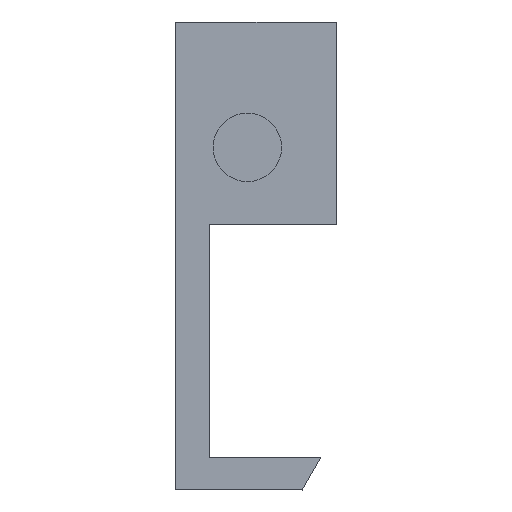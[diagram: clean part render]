
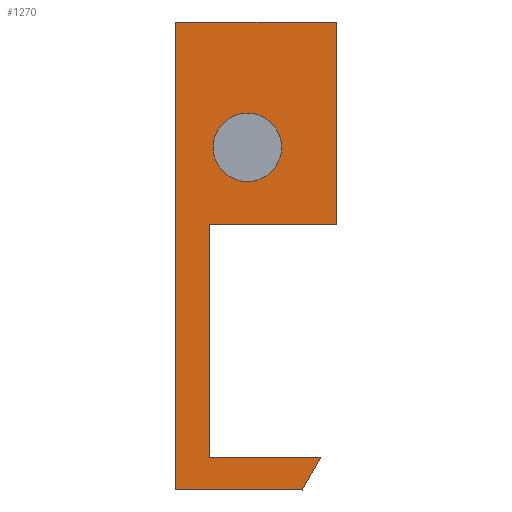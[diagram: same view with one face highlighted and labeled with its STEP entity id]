
A CAD part, front view. The second image highlights one B-rep face of the part: STEP entity #1270.
In plain terms, the highlighted planar face has unit normal (0, -1, 0).
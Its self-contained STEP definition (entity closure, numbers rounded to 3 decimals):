
#42=FACE_BOUND('',#179,.T.);
#68=CIRCLE('',#1376,1.5);
#104=FACE_OUTER_BOUND('',#178,.T.);
#178=EDGE_LOOP('',(#1026,#1027,#1028,#1029,#1030,#1031,#1032,#1033,#1034));
#179=EDGE_LOOP('',(#1035));
#261=LINE('',#1864,#412);
#271=LINE('',#1899,#422);
#288=LINE('',#1932,#439);
#316=LINE('',#2012,#467);
#317=LINE('',#2016,#468);
#319=LINE('',#2019,#470);
#320=LINE('',#2022,#471);
#321=LINE('',#2024,#472);
#322=LINE('',#2025,#473);
#412=VECTOR('',#1492,10.);
#422=VECTOR('',#1522,10.);
#439=VECTOR('',#1543,10.);
#467=VECTOR('',#1625,10.);
#468=VECTOR('',#1630,10.);
#470=VECTOR('',#1634,10.);
#471=VECTOR('',#1637,10.);
#472=VECTOR('',#1638,10.);
#473=VECTOR('',#1639,10.);
#558=VERTEX_POINT('',#1861);
#559=VERTEX_POINT('',#1863);
#574=VERTEX_POINT('',#1898);
#587=VERTEX_POINT('',#1929);
#588=VERTEX_POINT('',#1931);
#613=VERTEX_POINT('',#2010);
#614=VERTEX_POINT('',#2015);
#615=VERTEX_POINT('',#2021);
#616=VERTEX_POINT('',#2023);
#617=VERTEX_POINT('',#2026);
#688=EDGE_CURVE('',#558,#559,#261,.T.);
#707=EDGE_CURVE('',#559,#574,#271,.T.);
#724=EDGE_CURVE('',#587,#588,#288,.T.);
#766=EDGE_CURVE('',#613,#558,#316,.T.);
#767=EDGE_CURVE('',#614,#574,#317,.T.);
#769=EDGE_CURVE('',#587,#614,#319,.T.);
#770=EDGE_CURVE('',#615,#613,#320,.T.);
#771=EDGE_CURVE('',#616,#615,#321,.T.);
#772=EDGE_CURVE('',#588,#616,#322,.T.);
#773=EDGE_CURVE('',#617,#617,#68,.T.);
#1026=ORIENTED_EDGE('',*,*,#769,.T.);
#1027=ORIENTED_EDGE('',*,*,#767,.T.);
#1028=ORIENTED_EDGE('',*,*,#707,.F.);
#1029=ORIENTED_EDGE('',*,*,#688,.F.);
#1030=ORIENTED_EDGE('',*,*,#766,.F.);
#1031=ORIENTED_EDGE('',*,*,#770,.F.);
#1032=ORIENTED_EDGE('',*,*,#771,.F.);
#1033=ORIENTED_EDGE('',*,*,#772,.F.);
#1034=ORIENTED_EDGE('',*,*,#724,.F.);
#1035=ORIENTED_EDGE('',*,*,#773,.T.);
#1215=PLANE('',#1375);
#1270=ADVANCED_FACE('',(#104,#42),#1215,.F.);
#1375=AXIS2_PLACEMENT_3D('',#2020,#1635,#1636);
#1376=AXIS2_PLACEMENT_3D('',#2027,#1640,#1641);
#1492=DIRECTION('',(0.,0.,1.));
#1522=DIRECTION('',(1.,0.,0.));
#1543=DIRECTION('',(0.,0.,-1.));
#1625=DIRECTION('',(-1.,0.,0.));
#1630=DIRECTION('',(0.,0.,1.));
#1634=DIRECTION('',(1.,0.,0.));
#1635=DIRECTION('center_axis',(0.,1.,0.));
#1636=DIRECTION('ref_axis',(0.,0.,1.));
#1637=DIRECTION('',(0.,0.,1.));
#1638=DIRECTION('',(-0.5,0.,-0.866));
#1639=DIRECTION('',(1.,0.,0.));
#1640=DIRECTION('center_axis',(0.,1.,0.));
#1641=DIRECTION('ref_axis',(1.,0.,0.));
#1861=CARTESIAN_POINT('',(-19.075,-18.513,-6.5));
#1863=CARTESIAN_POINT('',(-19.075,-18.513,14.));
#1864=CARTESIAN_POINT('',(-19.075,-18.513,12.));
#1898=CARTESIAN_POINT('',(-12.015,-18.513,14.));
#1899=CARTESIAN_POINT('',(-18.066,-18.513,14.));
#1929=CARTESIAN_POINT('',(-17.575,-18.513,5.125));
#1931=CARTESIAN_POINT('',(-17.575,-18.513,-5.125));
#1932=CARTESIAN_POINT('',(-17.575,-18.513,-2.75));
#2010=CARTESIAN_POINT('',(-13.515,-18.513,-6.5));
#2012=CARTESIAN_POINT('',(-17.033,-18.513,-6.5));
#2015=CARTESIAN_POINT('',(-12.015,-18.513,5.125));
#2016=CARTESIAN_POINT('',(-12.015,-18.513,12.));
#2019=CARTESIAN_POINT('',(-17.575,-18.513,5.125));
#2020=CARTESIAN_POINT('Origin',(-17.575,-18.513,-5.5));
#2021=CARTESIAN_POINT('',(-13.515,-18.513,-6.535));
#2022=CARTESIAN_POINT('',(-13.515,-18.513,-7.75));
#2023=CARTESIAN_POINT('',(-12.7,-18.513,-5.125));
#2024=CARTESIAN_POINT('',(-13.092,-18.513,-5.804));
#2025=CARTESIAN_POINT('',(-15.175,-18.513,-5.125));
#2026=CARTESIAN_POINT('',(-17.425,-18.513,8.5));
#2027=CARTESIAN_POINT('Origin',(-15.925,-18.513,8.5));
